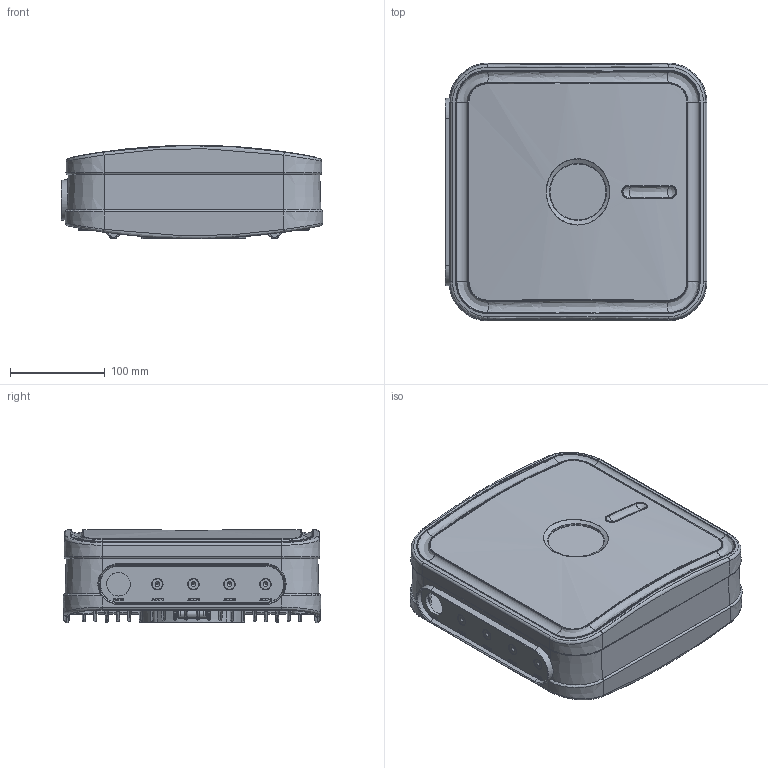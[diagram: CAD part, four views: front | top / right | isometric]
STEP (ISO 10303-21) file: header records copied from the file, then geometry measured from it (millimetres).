
FILE_DESCRIPTION(/* description */ ('WiBOX Medium RJ45 bez logo','CAx-IF Rec.Pracs.---Representation and Presentation of Product Manufacturing Information (PMI)---4.0---2014-10-13'),/* implementation_level */ '2;1');
FILE_NAME(/* name */ 'WiBOX Medium.stp',/* time_stamp */ '2020-04-28T15:21:22+02:00',/* author */ ('Admin'),/* organization */ ('Wireless Instruments'),/* preprocessor_version */ 'ST-DEVELOPER v18',/* originating_system */ 'Autodesk Inventor 2020',/* authorisation */ '');
FILE_SCHEMA (('AP242_MANAGED_MODEL_BASED_3D_ENGINEERING_MIM_LF { 1 0 10303 442 1 1 4 }'));
Products named in the file (9): WI-BOX-0228; WI-OBD-0249; 0,23*4; WI-OBD-0253; WI-OBD-0254; WI-OBD-0256; WI-OBD-0257; ISO 7046-1  - M4 x 40 - 4.8 - H; WI-OBD-0261
Assembly tree (16 placements, depth 2):
  WI-BOX-0228
    WI-OBD-0249
    0,23*4  x4
    WI-OBD-0253
    WI-OBD-0254
    WI-OBD-0256  x3
    WI-OBD-0257
    ISO 7046-1  - M4 x 40 - 4.8 - H  x4
    WI-OBD-0261
Bounding box: 275.9 x 271.79 x 98.39 mm (x, y, z)
Volume: 834762.8 mm3; surface area: 660882.9 mm2
Topology: 25 solids, 26 shells, 3115 faces, 8232 edges, 5302 vertices
Faces by surface type: plane 1181, bspline 662, cylinder 656, cone 395, torus 205, sphere 16
Full cylindrical faces by diameter (mm): 2.204 x59, 3.242 x10, 3.434 x55, 3.571 x4, 3.8 x1, 3.9 x2, 4 x8, 4.5 x4, 4.7 x1, 4.917 x8, 5 x8, 5.7 x20, 6.3 x8, 7.2 x8, 7.9 x2, 8 x16, 8.2 x4, 8.4 x4, 8.6 x8, 9.65 x2, 9.75 x3, 25 x1
Entity records: 183789 total; most frequent: CARTESIAN_POINT 116185, ORIENTED_EDGE 14972, DIRECTION 12875, EDGE_CURVE 7486, AXIS2_PLACEMENT_3D 4836, VERTEX_POINT 4826, LINE 3203, VECTOR 3203
